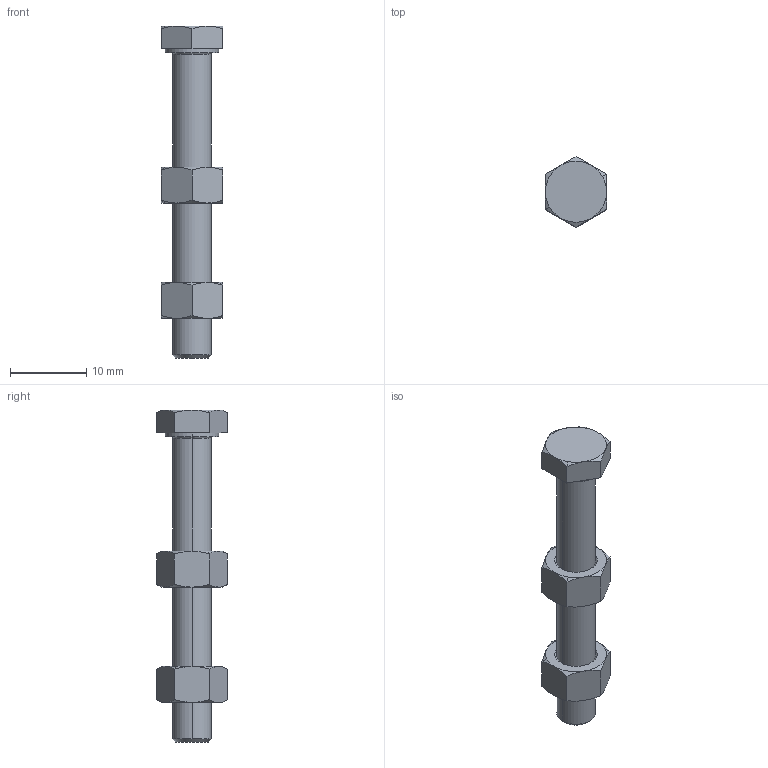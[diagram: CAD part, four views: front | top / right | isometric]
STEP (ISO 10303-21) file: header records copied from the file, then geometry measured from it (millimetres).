
FILE_DESCRIPTION((''),'2;1');
FILE_NAME('800 042.stp','2005-09-28T11:10:44',('Kysilko'),(''),'Autodesk Inventor 8','Autodesk Inventor 8','');
FILE_SCHEMA(('AUTOMOTIVE_DESIGN { 1 0 10303 214 1 1 1 1 }'));
Length unit declared in the file: millimetre
Products named in the file (1): Part25
Bounding box: 8 x 9.24 x 43.5 mm (x, y, z)
Volume: 1301.3 mm3; surface area: 1094.9 mm2
Topology: 1 solids, 1 shells, 86 faces, 182 edges, 104 vertices
Faces by surface type: cone 50, plane 26, cylinder 8, bspline 2
Entity records: 2303 total; most frequent: CARTESIAN_POINT 581, ORIENTED_EDGE 364, DIRECTION 362, EDGE_CURVE 182, AXIS2_PLACEMENT_3D 155, VERTEX_POINT 104, EDGE_LOOP 92, FACE_OUTER_BOUND 86
